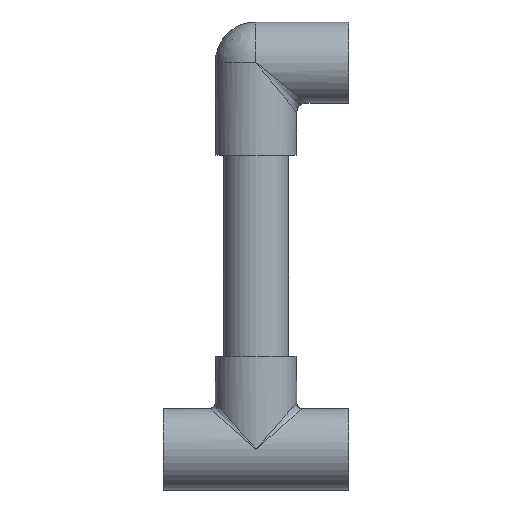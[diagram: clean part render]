
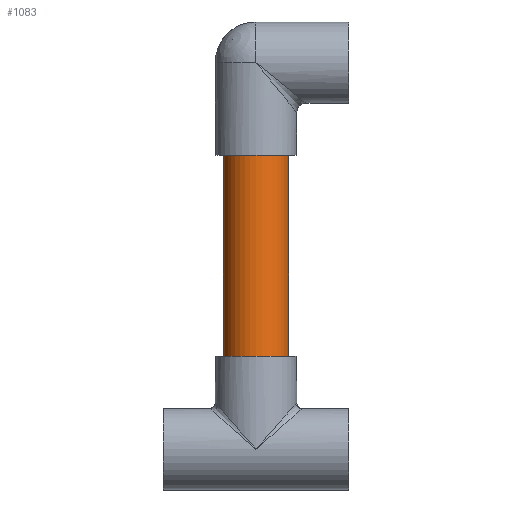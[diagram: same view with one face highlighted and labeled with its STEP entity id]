
A CAD part, front view. The second image highlights one B-rep face of the part: STEP entity #1083.
In plain terms, the highlighted cylindrical face has radius 11.197 mm (diameter 22.394 mm), a full revolution.
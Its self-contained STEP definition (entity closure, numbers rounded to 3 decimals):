
#198=FACE_OUTER_BOUND('',#284,.T.);
#284=EDGE_LOOP('',(#901,#902,#903,#904));
#339=LINE('',#3837,#371);
#371=VECTOR('',#1531,11.197);
#436=CIRCLE('',#1241,11.197);
#437=CIRCLE('',#1242,11.197);
#520=VERTEX_POINT('',#3834);
#521=VERTEX_POINT('',#3836);
#652=EDGE_CURVE('',#520,#520,#436,.T.);
#653=EDGE_CURVE('',#520,#521,#339,.T.);
#654=EDGE_CURVE('',#521,#521,#437,.T.);
#901=ORIENTED_EDGE('',*,*,#652,.F.);
#902=ORIENTED_EDGE('',*,*,#653,.T.);
#903=ORIENTED_EDGE('',*,*,#654,.T.);
#904=ORIENTED_EDGE('',*,*,#653,.F.);
#1020=CYLINDRICAL_SURFACE('',#1240,11.197);
#1083=ADVANCED_FACE('',(#198),#1020,.T.);
#1240=AXIS2_PLACEMENT_3D('',#3833,#1527,#1528);
#1241=AXIS2_PLACEMENT_3D('',#3835,#1529,#1530);
#1242=AXIS2_PLACEMENT_3D('',#3838,#1532,#1533);
#1527=DIRECTION('center_axis',(0.,0.,
1.));
#1528=DIRECTION('ref_axis',(-1.,0.,0.));
#1529=DIRECTION('center_axis',(0.,0.,
1.));
#1530=DIRECTION('ref_axis',(-1.,0.,0.));
#1531=DIRECTION('',(0.,0.,-1.));
#1532=DIRECTION('center_axis',(0.,0.,
1.));
#1533=DIRECTION('ref_axis',(-1.,0.,0.));
#3833=CARTESIAN_POINT('Origin',(-0.568,0.,
9.99));
#3834=CARTESIAN_POINT('',(10.629,0.,78.655));
#3835=CARTESIAN_POINT('Origin',(-0.568,0.,
78.655));
#3836=CARTESIAN_POINT('',(10.629,0.,9.99));
#3837=CARTESIAN_POINT('',(10.629,0.,9.99));
#3838=CARTESIAN_POINT('Origin',(-0.568,0.,
9.99));
